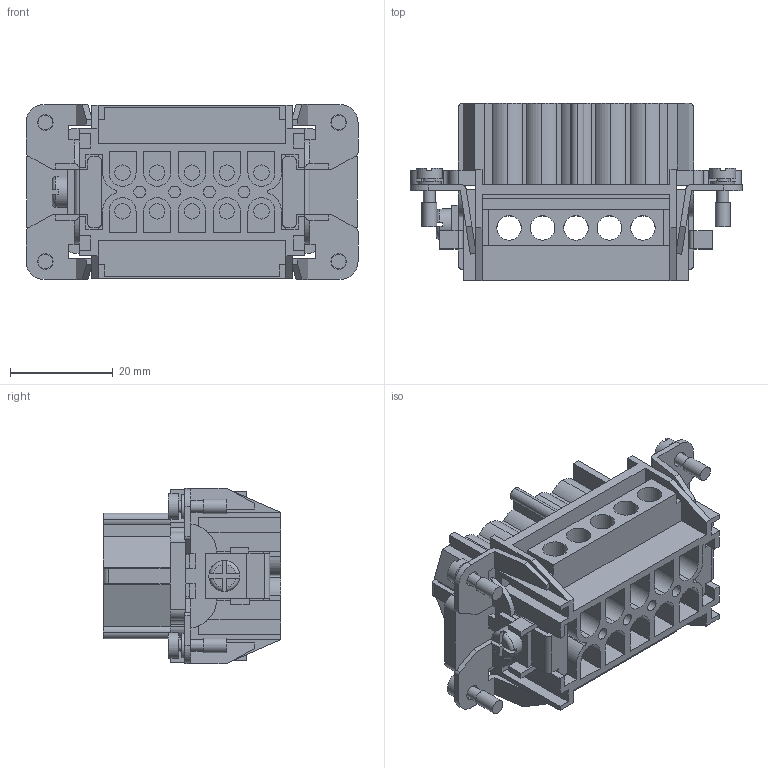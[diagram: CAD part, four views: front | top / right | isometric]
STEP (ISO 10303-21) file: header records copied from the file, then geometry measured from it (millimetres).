
FILE_DESCRIPTION (( 'STEP AP214' ), '1' );
FILE_NAME ('ZP-10B-10-FS-INSERT.STEP', '2011-11-18T20:47:08', ( '.ADC' ), ( 'ADC' ), 'SwSTEP 2.0', 'SolidWorks 2011', '' );
FILE_SCHEMA (( 'AUTOMOTIVE_DESIGN' ));
Length unit declared in the file: millimetre
Products named in the file (1): ZP-10B-10-FS-INSERT
Bounding box: 64.5 x 34.5 x 34 mm (x, y, z)
Volume: 24170 mm3; surface area: 23355.2 mm2
Topology: 7 solids, 21 shells, 846 faces, 2260 edges, 1493 vertices
Faces by surface type: plane 637, cylinder 161, bspline 40, cone 4, torus 4
Full cylindrical faces by diameter (mm): 1.75 x4, 2.3 x8, 2.324 x8, 2.85 x4, 3 x13, 3.007 x4, 4.75 x5, 5.02 x4, 5.72 x6, 6 x1
Entity records: 33700 total; most frequent: CARTESIAN_POINT 5097, ORIENTED_EDGE 4374, DIRECTION 4096, EDGE_CURVE 2187, VECTOR 1712, LINE 1712, VERTEX_POINT 1481, AXIS2_PLACEMENT_3D 1192
